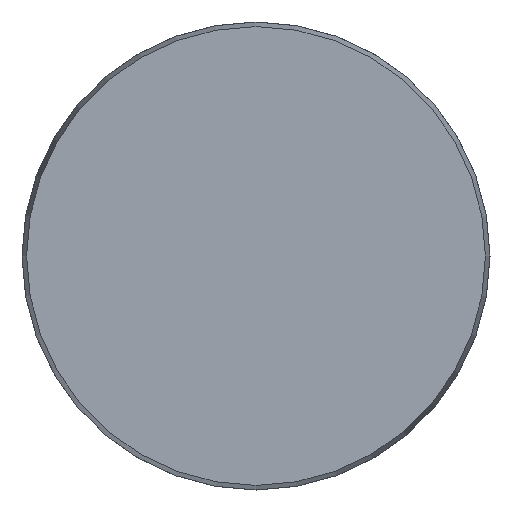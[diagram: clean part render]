
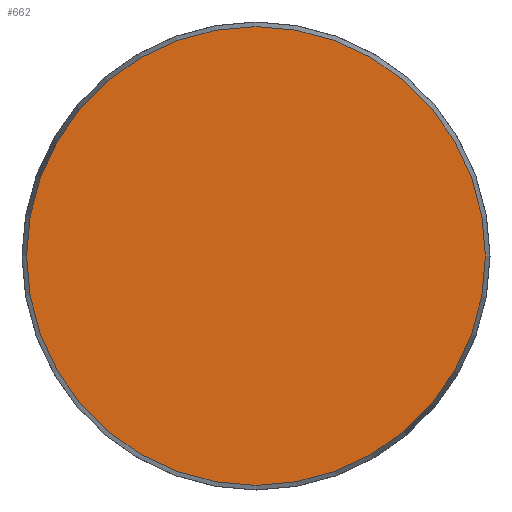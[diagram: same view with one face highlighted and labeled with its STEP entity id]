
A CAD part, front view. The second image highlights one B-rep face of the part: STEP entity #662.
In plain terms, the highlighted planar face has unit normal (0, -1, 0).
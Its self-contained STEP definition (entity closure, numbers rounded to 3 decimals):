
#29 = FACE_OUTER_BOUND ( 'NONE', #197, .T. ) ;
#65 = ORIENTED_EDGE ( 'NONE', *, *, #322, .T. ) ;
#150 = DIRECTION ( 'NONE',  ( 0., 0., 1. ) ) ;
#160 = VERTEX_POINT ( 'NONE', #753 ) ;
#162 = CARTESIAN_POINT ( 'NONE',  ( 0., 0., 0. ) ) ;
#197 = EDGE_LOOP ( 'NONE', ( #65 ) ) ;
#210 = CARTESIAN_POINT ( 'NONE',  ( -28.425, 0., 0. ) ) ;
#256 = PLANE ( 'NONE',  #553 ) ;
#286 = DIRECTION ( 'NONE',  ( 0., -1., 0. ) ) ;
#288 = CIRCLE ( 'NONE', #514, 28.425 ) ;
#322 = EDGE_CURVE ( 'NONE', #160, #160, #288, .T. ) ;
#514 = AXIS2_PLACEMENT_3D ( 'NONE', #162, #286, #644 ) ;
#553 = AXIS2_PLACEMENT_3D ( 'NONE', #210, #677, #150 ) ;
#644 = DIRECTION ( 'NONE',  ( 0., 0., -1. ) ) ;
#662 = ADVANCED_FACE ( 'NONE', ( #29 ), #256, .F. ) ;
#677 = DIRECTION ( 'NONE',  ( 0., 1., 0. ) ) ;
#753 = CARTESIAN_POINT ( 'NONE',  ( 0., 0., -28.425 ) ) ;
